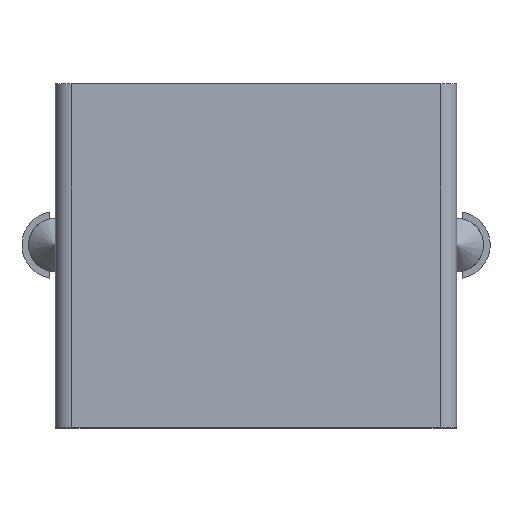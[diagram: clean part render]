
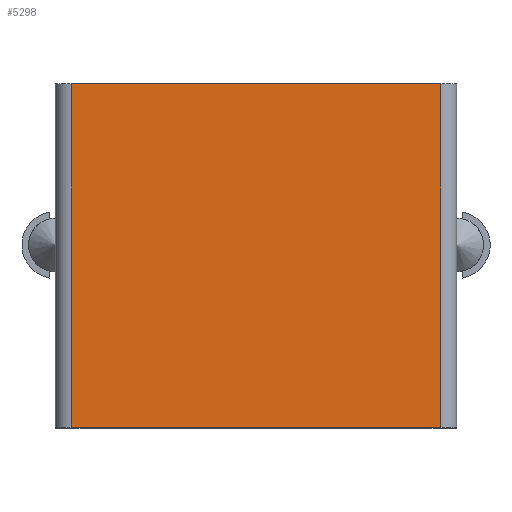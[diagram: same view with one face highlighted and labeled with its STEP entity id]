
A CAD part, top view. The second image highlights one B-rep face of the part: STEP entity #5298.
In plain terms, the highlighted planar face has unit normal (0, 0, 1).
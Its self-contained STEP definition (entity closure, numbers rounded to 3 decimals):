
#316=LINE('',#17115,#980);
#320=LINE('',#17126,#984);
#579=LINE('',#17716,#1243);
#590=LINE('',#17737,#1254);
#980=VECTOR('',#6331,1000.);
#984=VECTOR('',#6341,1000.);
#1243=VECTOR('',#6876,1000.);
#1254=VECTOR('',#6889,1000.);
#2369=ORIENTED_EDGE('',*,*,#3549,.F.);
#2370=ORIENTED_EDGE('',*,*,#3243,.F.);
#2371=ORIENTED_EDGE('',*,*,#3560,.T.);
#2372=ORIENTED_EDGE('',*,*,#3238,.T.);
#3238=EDGE_CURVE('',#3932,#3935,#316,.T.);
#3243=EDGE_CURVE('',#3939,#3940,#320,.T.);
#3549=EDGE_CURVE('',#3940,#3935,#579,.T.);
#3560=EDGE_CURVE('',#3939,#3932,#590,.T.);
#3932=VERTEX_POINT('',#17109);
#3935=VERTEX_POINT('',#17114);
#3939=VERTEX_POINT('',#17125);
#3940=VERTEX_POINT('',#17127);
#4506=EDGE_LOOP('',(#2369,#2370,#2371,#2372));
#4800=FACE_BOUND('',#4506,.T.);
#5038=PLANE('',#5727);
#5298=ADVANCED_FACE('',(#4800),#5038,.T.);
#5727=AXIS2_PLACEMENT_3D('',#17736,#6887,#6888);
#6331=DIRECTION('',(0.,1.,0.));
#6341=DIRECTION('',(0.,1.,0.));
#6876=DIRECTION('',(1.,0.,0.));
#6887=DIRECTION('',(0.,0.,1.));
#6888=DIRECTION('',(1.,0.,0.));
#6889=DIRECTION('',(1.,0.,0.));
#17109=CARTESIAN_POINT('',(6.9,-6.425,7.25));
#17114=CARTESIAN_POINT('',(6.9,6.425,7.25));
#17115=CARTESIAN_POINT('',(6.9,-6.425,7.25));
#17125=CARTESIAN_POINT('',(-6.9,-6.425,7.25));
#17126=CARTESIAN_POINT('',(-6.9,-6.425,7.25));
#17127=CARTESIAN_POINT('',(-6.9,6.425,7.25));
#17716=CARTESIAN_POINT('',(-7.5,6.425,7.25));
#17736=CARTESIAN_POINT('',(-7.5,-6.425,7.25));
#17737=CARTESIAN_POINT('',(-7.5,-6.425,7.25));
